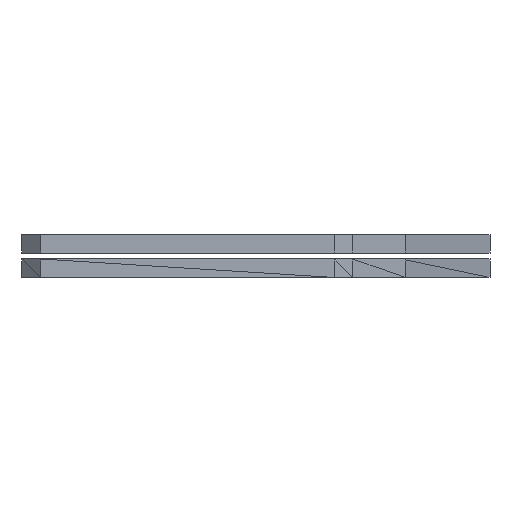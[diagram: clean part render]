
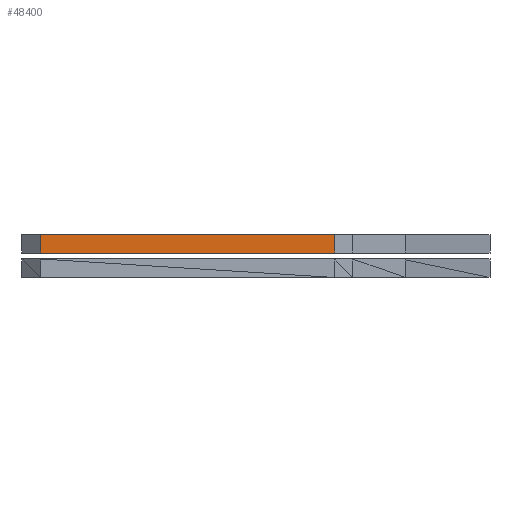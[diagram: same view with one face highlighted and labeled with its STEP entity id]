
A CAD part, left-side view. The second image highlights one B-rep face of the part: STEP entity #48400.
In plain terms, the highlighted planar face has unit normal (-1, 0, 0).
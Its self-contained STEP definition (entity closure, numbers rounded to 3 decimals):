
#3113=FACE_OUTER_BOUND('',#6767,.T.);
#6767=EDGE_LOOP('',(#38751,#38752,#38753,#38754));
#12074=LINE('',#75396,#18413);
#12421=LINE('',#76051,#18760);
#12422=LINE('',#76052,#18761);
#12423=LINE('',#76053,#18762);
#18413=VECTOR('',#63073,10.);
#18760=VECTOR('',#63550,10.);
#18761=VECTOR('',#63551,10.);
#18762=VECTOR('',#63552,10.);
#21831=VERTEX_POINT('',#75393);
#21832=VERTEX_POINT('',#75395);
#22074=VERTEX_POINT('',#76049);
#22075=VERTEX_POINT('',#76050);
#27505=EDGE_CURVE('',#21832,#21831,#12074,.T.);
#27852=EDGE_CURVE('',#22074,#22075,#12421,.T.);
#27853=EDGE_CURVE('',#22074,#21832,#12422,.T.);
#27854=EDGE_CURVE('',#22075,#21831,#12423,.T.);
#38751=ORIENTED_EDGE('',*,*,#27852,.F.);
#38752=ORIENTED_EDGE('',*,*,#27853,.T.);
#38753=ORIENTED_EDGE('',*,*,#27505,.T.);
#38754=ORIENTED_EDGE('',*,*,#27854,.F.);
#44828=PLANE('',#51987);
#48400=ADVANCED_FACE('',(#3113),#44828,.T.);
#51987=AXIS2_PLACEMENT_3D('',#76048,#63548,#63549);
#63073=DIRECTION('',(0.,1.,0.));
#63548=DIRECTION('center_axis',(-1.,0.,0.));
#63549=DIRECTION('ref_axis',(0.,0.,1.));
#63550=DIRECTION('',(0.,1.,0.));
#63551=DIRECTION('',(0.,0.,1.));
#63552=DIRECTION('',(0.,0.,1.));
#75393=CARTESIAN_POINT('',(79.502,-53.848,6.6));
#75395=CARTESIAN_POINT('',(79.502,-133.35,6.6));
#75396=CARTESIAN_POINT('',(79.502,-133.35,6.6));
#76048=CARTESIAN_POINT('Origin',(79.502,-53.848,6.6));
#76049=CARTESIAN_POINT('',(79.502,-133.35,1.6));
#76050=CARTESIAN_POINT('',(79.502,-53.848,1.6));
#76051=CARTESIAN_POINT('',(79.502,-133.35,1.6));
#76052=CARTESIAN_POINT('',(79.502,-133.35,1.6));
#76053=CARTESIAN_POINT('',(79.502,-53.848,1.6));
